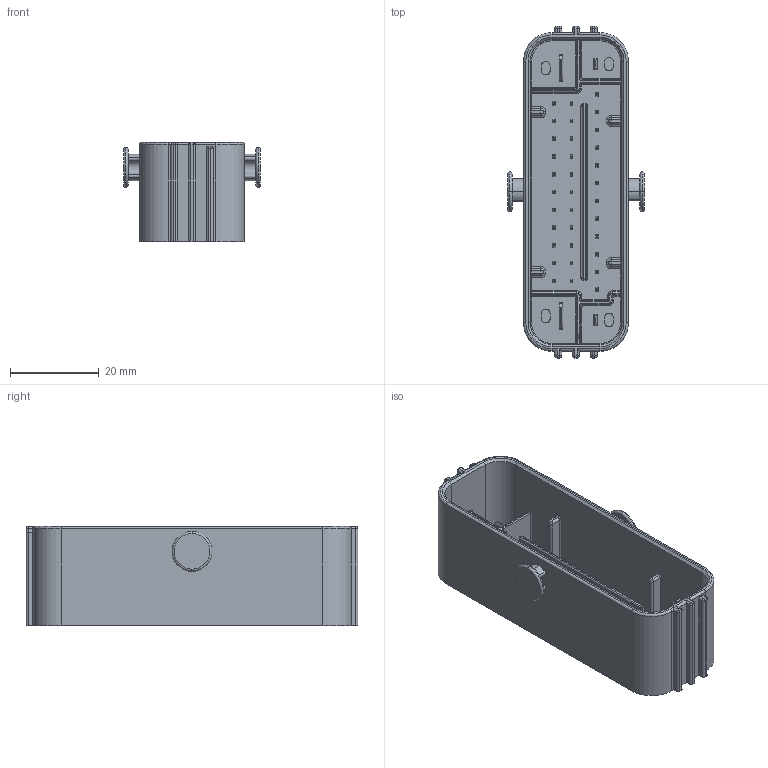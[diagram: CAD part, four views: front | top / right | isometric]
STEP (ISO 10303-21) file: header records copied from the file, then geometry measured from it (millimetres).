
FILE_DESCRIPTION(('CATIA V5 STEP Exchange'),'2;1');
FILE_NAME('1928S00112___20100520_ALL_CODES.stp','2012-05-03T09:28:13+00:00',('none'),('none'),'CATIA Version 5 Release 16 (IN-10)','CATIA V5 STEP AP214','none');
FILE_SCHEMA(('AUTOMOTIVE_DESIGN { 1 0 10303 214 1 1 1 1 }'));
Length unit declared in the file: millimetre
Products named in the file (1): Part1
Bounding box: 30.8 x 74.7 x 22.3 mm (x, y, z)
Volume: 8459.8 mm3; surface area: 15152.9 mm2
Topology: 43 solids, 43 shells, 981 faces, 2277 edges, 1352 vertices
Faces by surface type: plane 566, cylinder 291, torus 84, sphere 36, cone 4
Entity records: 25526 total; most frequent: CARTESIAN_POINT 5307, ORIENTED_EDGE 4482, DIRECTION 3269, EDGE_CURVE 2241, VECTOR 1425, LINE 1425, VERTEX_POINT 1352, AXIS2_PLACEMENT_3D 1242
